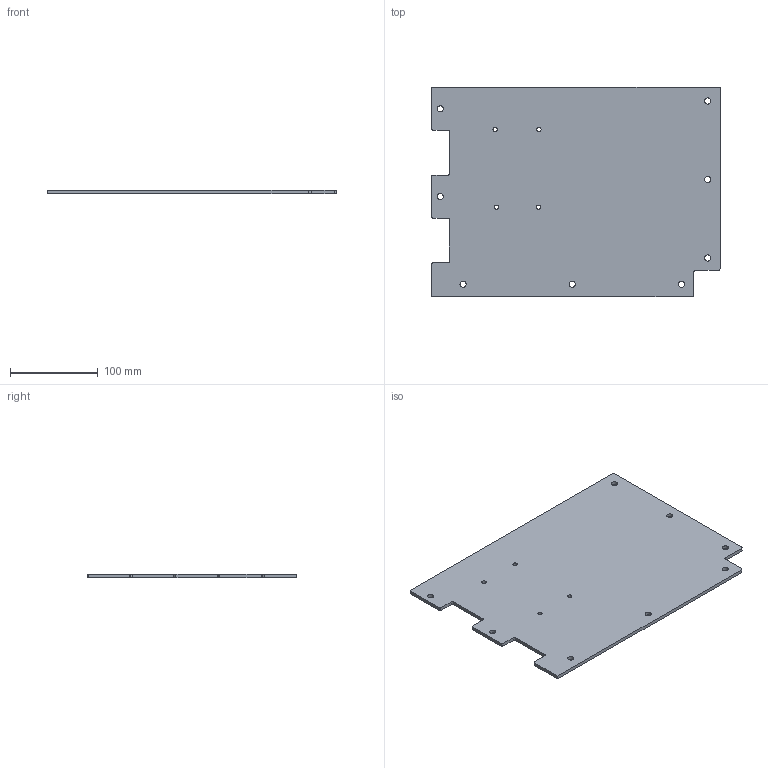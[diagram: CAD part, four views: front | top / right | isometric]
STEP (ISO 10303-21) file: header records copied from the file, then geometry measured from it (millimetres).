
FILE_DESCRIPTION(/* description */ (''),/* implementation_level */ '2;1');
FILE_NAME(/* name */ 'panel_idex_electronics_split_300_bottom_right.step',/* time_stamp */ '2023-07-25T11:33:39+01:00',/* author */ (''),/* organization */ (''),/* preprocessor_version */ 'ST-DEVELOPER v20',/* originating_system */ 'Autodesk Translation Framework v12.9.0.99',/* authorisation */ '');
FILE_SCHEMA (('AUTOMOTIVE_DESIGN { 1 0 10303 214 3 1 1 }'));
Length unit declared in the file: millimetre
Products named in the file (1): BR
Bounding box: 328.5 x 238.5 x 4 mm (x, y, z)
Volume: 300112.9 mm3; surface area: 155824 mm2
Topology: 1 solids, 1 shells, 40 faces, 114 edges, 76 vertices
Faces by surface type: cylinder 24, plane 16
Full cylindrical faces by diameter (mm): 4.8 x4, 7 x8
Entity records: 1407 total; most frequent: DIRECTION 244, CARTESIAN_POINT 231, ORIENTED_EDGE 228, EDGE_CURVE 114, AXIS2_PLACEMENT_3D 89, VERTEX_POINT 76, LINE 66, VECTOR 66
